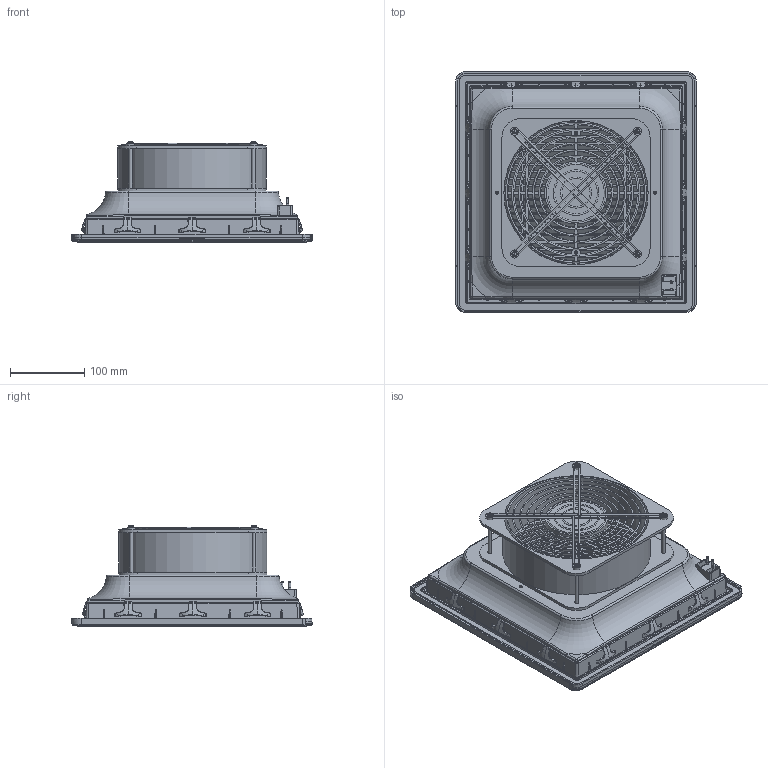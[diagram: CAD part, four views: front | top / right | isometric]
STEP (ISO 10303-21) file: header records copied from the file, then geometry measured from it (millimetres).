
FILE_DESCRIPTION(/* description */ (''),/* implementation_level */ '2;1');
FILE_NAME(/* name */ '323+矮铁网风机.stp',/* time_stamp */ '2022-12-05T09:55:16+08:00',/* author */ (''),/* organization */ (''),/* preprocessor_version */ 'ST-DEVELOPER v16.7',/* originating_system */ 'SIEMENS PLM Software NX 12.0',/* authorisation */ '');
FILE_SCHEMA (('AUTOMOTIVE_DESIGN { 1 0 10303 214 3 1 1 1 }'));
Products named in the file (1): AdmiA33CB01Ce7bz
Bounding box: 325.01 x 324.84 x 135.9 mm (x, y, z)
Volume: 875706.5 mm3; surface area: 841447.7 mm2
Topology: 18 solids, 18 shells, 3489 faces, 10301 edges, 6779 vertices
Faces by surface type: plane 2098, cone 521, cylinder 499, bspline 301, torus 66, sphere 4
Full cylindrical faces by diameter (mm): 1.84 x8, 2.5 x2, 3 x8, 3.2 x2, 3.28 x6, 3.38 x32, 3.5 x8, 4 x12, 4.3 x4, 5 x65, 6 x4, 7 x5, 8.5 x12, 11 x4, 85 x1, 194.993 x1, 199.993 x2
Entity records: 137867 total; most frequent: CARTESIAN_POINT 47898, ORIENTED_EDGE 19786, DIRECTION 16590, EDGE_CURVE 9893, VERTEX_POINT 6629, AXIS2_PLACEMENT_3D 5555, LINE 5480, VECTOR 5480
